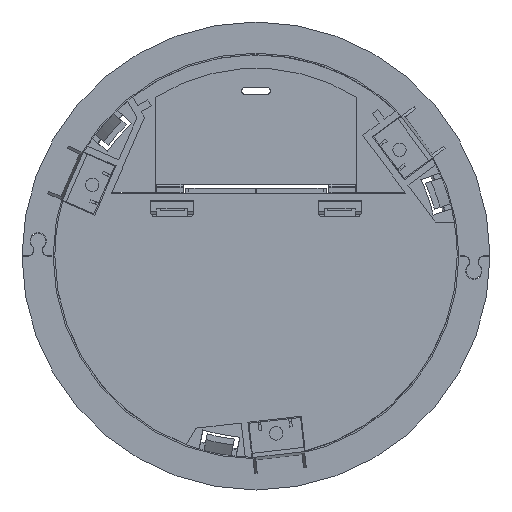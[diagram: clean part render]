
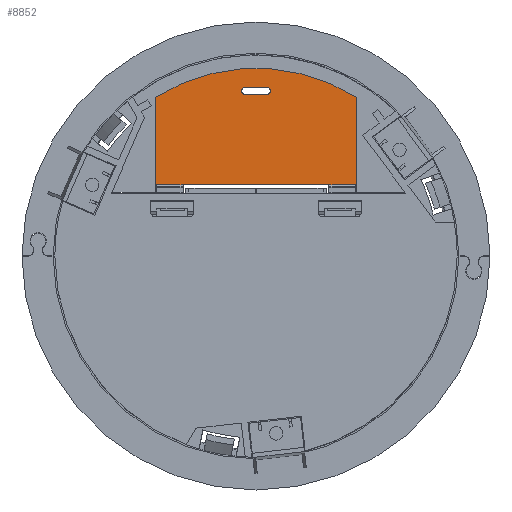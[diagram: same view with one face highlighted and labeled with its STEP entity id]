
A CAD part, front view. The second image highlights one B-rep face of the part: STEP entity #8852.
In plain terms, the highlighted planar face has unit normal (0, -1, 0).
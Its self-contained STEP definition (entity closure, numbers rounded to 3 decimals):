
#14 = CARTESIAN_POINT ( 'NONE',  ( -32.5, -1.5, 21.25 ) ) ;
#62 = EDGE_CURVE ( 'NONE', #1114, #3233, #2914, .T. ) ;
#124 = CARTESIAN_POINT ( 'NONE',  ( 3.25, -1.5, 50.25 ) ) ;
#459 = DIRECTION ( 'NONE',  ( 0., 0., 1. ) ) ;
#673 = CARTESIAN_POINT ( 'NONE',  ( -32.5, -1.5, 47.434 ) ) ;
#678 = DIRECTION ( 'NONE',  ( 0., 0., 1. ) ) ;
#709 = LINE ( 'NONE', #5163, #19588 ) ;
#823 = LINE ( 'NONE', #14, #19727 ) ;
#852 = VERTEX_POINT ( 'NONE', #10195 ) ;
#1114 = VERTEX_POINT ( 'NONE', #12790 ) ;
#1634 = EDGE_CURVE ( 'NONE', #11071, #5162, #13288, .T. ) ;
#1723 = CARTESIAN_POINT ( 'NONE',  ( 0., -1.5, 57.5 ) ) ;
#1805 = VECTOR ( 'NONE', #20074, 1000. ) ;
#2301 = VERTEX_POINT ( 'NONE', #18883 ) ;
#2425 = CIRCLE ( 'NONE', #14577, 1. ) ;
#2732 = LINE ( 'NONE', #13366, #17098 ) ;
#2780 = EDGE_CURVE ( 'NONE', #852, #5948, #2732, .T. ) ;
#2914 = LINE ( 'NONE', #10707, #12782 ) ;
#3233 = VERTEX_POINT ( 'NONE', #13511 ) ;
#3242 = DIRECTION ( 'NONE',  ( 0., 0., 1. ) ) ;
#3306 = DIRECTION ( 'NONE',  ( 0., 0., 1. ) ) ;
#3332 = LINE ( 'NONE', #19027, #7276 ) ;
#3497 = EDGE_CURVE ( 'NONE', #5162, #18208, #709, .T. ) ;
#3756 = VERTEX_POINT ( 'NONE', #21027 ) ;
#3865 = VERTEX_POINT ( 'NONE', #124 ) ;
#4144 = EDGE_CURVE ( 'NONE', #2301, #852, #10527, .T. ) ;
#4325 = PLANE ( 'NONE',  #12578 ) ;
#4569 = EDGE_CURVE ( 'NONE', #14483, #12125, #6285, .T. ) ;
#4589 = ORIENTED_EDGE ( 'NONE', *, *, #4569, .F. ) ;
#5045 = DIRECTION ( 'NONE',  ( -1., 0., 0. ) ) ;
#5046 = FACE_OUTER_BOUND ( 'NONE', #7669, .T. ) ;
#5132 = ORIENTED_EDGE ( 'NONE', *, *, #14344, .F. ) ;
#5162 = VERTEX_POINT ( 'NONE', #8907 ) ;
#5163 = CARTESIAN_POINT ( 'NONE',  ( 29.75, -1.5, 19.25 ) ) ;
#5645 = CARTESIAN_POINT ( 'NONE',  ( -29.75, -1.5, 21.25 ) ) ;
#5854 = ORIENTED_EDGE ( 'NONE', *, *, #10147, .F. ) ;
#5948 = VERTEX_POINT ( 'NONE', #5645 ) ;
#6285 = CIRCLE ( 'NONE', #19403, 57.5 ) ;
#6293 = VERTEX_POINT ( 'NONE', #13014 ) ;
#6710 = DIRECTION ( 'NONE',  ( 0., 1., 0. ) ) ;
#6857 = DIRECTION ( 'NONE',  ( 0., -1., 0. ) ) ;
#6957 = DIRECTION ( 'NONE',  ( 0., 0., -1. ) ) ;
#6969 = VECTOR ( 'NONE', #16373, 1000. ) ;
#7224 = EDGE_CURVE ( 'NONE', #3865, #16050, #3332, .T. ) ;
#7276 = VECTOR ( 'NONE', #15515, 1000. ) ;
#7343 = DIRECTION ( 'NONE',  ( 0., 0., 1. ) ) ;
#7501 = DIRECTION ( 'NONE',  ( 0., 1., 0. ) ) ;
#7542 = CARTESIAN_POINT ( 'NONE',  ( 3.25, -1.5, 49.25 ) ) ;
#7585 = VECTOR ( 'NONE', #12459, 1000. ) ;
#7627 = ORIENTED_EDGE ( 'NONE', *, *, #11333, .T. ) ;
#7669 = EDGE_LOOP ( 'NONE', ( #13557, #10082, #23134, #9059, #9194, #4589, #12948, #5132, #13593, #15243, #19658 ) ) ;
#8007 = EDGE_CURVE ( 'NONE', #18208, #17632, #19374, .T. ) ;
#8267 = VECTOR ( 'NONE', #15006, 1000. ) ;
#8852 = ADVANCED_FACE ( 'NONE', ( #9850, #5046 ), #4325, .F. ) ;
#8907 = CARTESIAN_POINT ( 'NONE',  ( 29.75, -1.5, 21.25 ) ) ;
#9059 = ORIENTED_EDGE ( 'NONE', *, *, #13861, .F. ) ;
#9073 = EDGE_CURVE ( 'NONE', #12125, #3756, #23281, .T. ) ;
#9194 = ORIENTED_EDGE ( 'NONE', *, *, #9073, .F. ) ;
#9261 = CARTESIAN_POINT ( 'NONE',  ( 0., -1.5, 0. ) ) ;
#9274 = DIRECTION ( 'NONE',  ( 0., 0., 1. ) ) ;
#9339 = DIRECTION ( 'NONE',  ( 0., 0., 1. ) ) ;
#9348 = CARTESIAN_POINT ( 'NONE',  ( 29.75, -1.5, 21.25 ) ) ;
#9831 = CARTESIAN_POINT ( 'NONE',  ( -3.25, -1.5, 50.25 ) ) ;
#9850 = FACE_BOUND ( 'NONE', #10663, .T. ) ;
#9904 = VECTOR ( 'NONE', #22985, 1000. ) ;
#10082 = ORIENTED_EDGE ( 'NONE', *, *, #3497, .F. ) ;
#10147 = EDGE_CURVE ( 'NONE', #16050, #3233, #2425, .T. ) ;
#10195 = CARTESIAN_POINT ( 'NONE',  ( -29.75, -1.5, 21.23 ) ) ;
#10527 = LINE ( 'NONE', #11554, #8267 ) ;
#10567 = CARTESIAN_POINT ( 'NONE',  ( 32.5, -1.5, 21.25 ) ) ;
#10589 = CARTESIAN_POINT ( 'NONE',  ( 32.5, -1.5, 21.25 ) ) ;
#10663 = EDGE_LOOP ( 'NONE', ( #15354, #7627, #18651, #5854 ) ) ;
#10707 = CARTESIAN_POINT ( 'NONE',  ( 0., -1.5, 48.25 ) ) ;
#11071 = VERTEX_POINT ( 'NONE', #10567 ) ;
#11261 = DIRECTION ( 'NONE',  ( 0., 1., 0. ) ) ;
#11333 = EDGE_CURVE ( 'NONE', #3865, #1114, #16980, .T. ) ;
#11554 = CARTESIAN_POINT ( 'NONE',  ( 29.75, -1.5, 21.23 ) ) ;
#12125 = VERTEX_POINT ( 'NONE', #1723 ) ;
#12459 = DIRECTION ( 'NONE',  ( 0., 0., -1. ) ) ;
#12578 = AXIS2_PLACEMENT_3D ( 'NONE', #9261, #7501, #7343 ) ;
#12782 = VECTOR ( 'NONE', #5045, 1000. ) ;
#12790 = CARTESIAN_POINT ( 'NONE',  ( 3.25, -1.5, 48.25 ) ) ;
#12881 = CARTESIAN_POINT ( 'NONE',  ( 0., -1.5, 0. ) ) ;
#12948 = ORIENTED_EDGE ( 'NONE', *, *, #13469, .F. ) ;
#13014 = CARTESIAN_POINT ( 'NONE',  ( -32.5, -1.5, 21.25 ) ) ;
#13288 = LINE ( 'NONE', #9348, #22028 ) ;
#13366 = CARTESIAN_POINT ( 'NONE',  ( -29.75, -1.5, 19.25 ) ) ;
#13469 = EDGE_CURVE ( 'NONE', #6293, #14483, #823, .T. ) ;
#13511 = CARTESIAN_POINT ( 'NONE',  ( -3.25, -1.5, 48.25 ) ) ;
#13557 = ORIENTED_EDGE ( 'NONE', *, *, #8007, .F. ) ;
#13593 = ORIENTED_EDGE ( 'NONE', *, *, #2780, .F. ) ;
#13861 = EDGE_CURVE ( 'NONE', #3756, #11071, #17199, .T. ) ;
#14344 = EDGE_CURVE ( 'NONE', #5948, #6293, #20900, .T. ) ;
#14483 = VERTEX_POINT ( 'NONE', #673 ) ;
#14577 = AXIS2_PLACEMENT_3D ( 'NONE', #15965, #6857, #3306 ) ;
#14836 = DIRECTION ( 'NONE',  ( -1., 0., 0. ) ) ;
#15006 = DIRECTION ( 'NONE',  ( -1., 0., 0. ) ) ;
#15243 = ORIENTED_EDGE ( 'NONE', *, *, #4144, .F. ) ;
#15335 = LINE ( 'NONE', #18003, #1805 ) ;
#15354 = ORIENTED_EDGE ( 'NONE', *, *, #7224, .F. ) ;
#15515 = DIRECTION ( 'NONE',  ( -1., 0., 0. ) ) ;
#15965 = CARTESIAN_POINT ( 'NONE',  ( -3.25, -1.5, 49.25 ) ) ;
#16050 = VERTEX_POINT ( 'NONE', #9831 ) ;
#16373 = DIRECTION ( 'NONE',  ( -1., 0., 0. ) ) ;
#16980 = CIRCLE ( 'NONE', #21394, 1. ) ;
#17098 = VECTOR ( 'NONE', #678, 1000. ) ;
#17199 = LINE ( 'NONE', #10589, #7585 ) ;
#17632 = VERTEX_POINT ( 'NONE', #19006 ) ;
#17637 = CARTESIAN_POINT ( 'NONE',  ( 0., -1.5, 0. ) ) ;
#18003 = CARTESIAN_POINT ( 'NONE',  ( 29.75, -1.5, 21.23 ) ) ;
#18073 = EDGE_CURVE ( 'NONE', #17632, #2301, #15335, .T. ) ;
#18203 = CARTESIAN_POINT ( 'NONE',  ( 29.75, -1.5, 21.23 ) ) ;
#18208 = VERTEX_POINT ( 'NONE', #20388 ) ;
#18519 = AXIS2_PLACEMENT_3D ( 'NONE', #12881, #21930, #9274 ) ;
#18651 = ORIENTED_EDGE ( 'NONE', *, *, #62, .T. ) ;
#18883 = CARTESIAN_POINT ( 'NONE',  ( -21.75, -1.5, 21.23 ) ) ;
#19006 = CARTESIAN_POINT ( 'NONE',  ( 21.75, -1.5, 21.23 ) ) ;
#19027 = CARTESIAN_POINT ( 'NONE',  ( 0., -1.5, 50.25 ) ) ;
#19374 = LINE ( 'NONE', #18203, #6969 ) ;
#19403 = AXIS2_PLACEMENT_3D ( 'NONE', #17637, #6710, #3242 ) ;
#19588 = VECTOR ( 'NONE', #6957, 1000. ) ;
#19658 = ORIENTED_EDGE ( 'NONE', *, *, #18073, .F. ) ;
#19727 = VECTOR ( 'NONE', #9339, 1000. ) ;
#20074 = DIRECTION ( 'NONE',  ( -1., 0., 0. ) ) ;
#20388 = CARTESIAN_POINT ( 'NONE',  ( 29.75, -1.5, 21.23 ) ) ;
#20900 = LINE ( 'NONE', #21321, #9904 ) ;
#21027 = CARTESIAN_POINT ( 'NONE',  ( 32.5, -1.5, 47.434 ) ) ;
#21321 = CARTESIAN_POINT ( 'NONE',  ( -29.75, -1.5, 21.25 ) ) ;
#21394 = AXIS2_PLACEMENT_3D ( 'NONE', #7542, #11261, #459 ) ;
#21930 = DIRECTION ( 'NONE',  ( 0., 1., 0. ) ) ;
#22028 = VECTOR ( 'NONE', #14836, 1000. ) ;
#22985 = DIRECTION ( 'NONE',  ( -1., 0., 0. ) ) ;
#23134 = ORIENTED_EDGE ( 'NONE', *, *, #1634, .F. ) ;
#23281 = CIRCLE ( 'NONE', #18519, 57.5 ) ;
